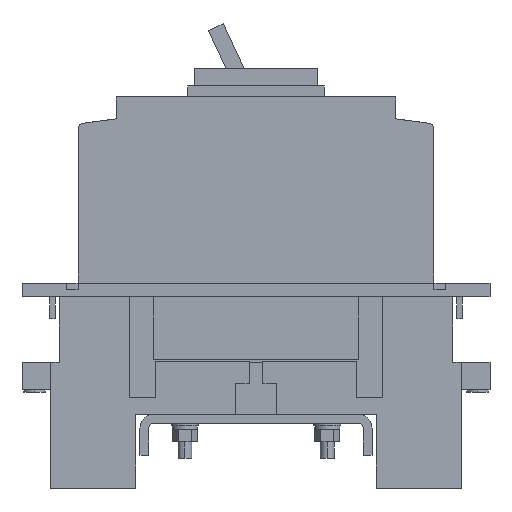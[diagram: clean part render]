
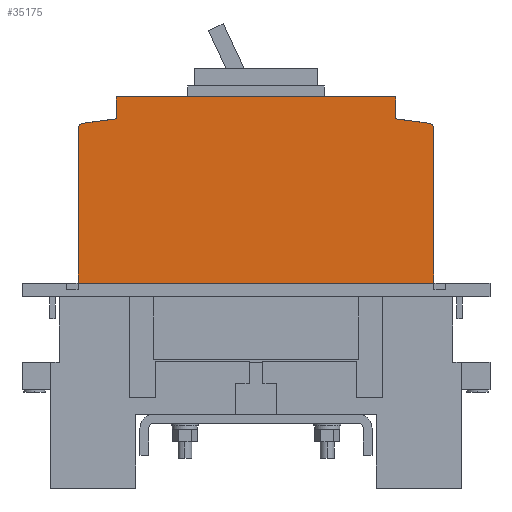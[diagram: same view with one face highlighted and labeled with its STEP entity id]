
A CAD part, left-side view. The second image highlights one B-rep face of the part: STEP entity #35175.
In plain terms, the highlighted planar face has unit normal (-1, 0, 0).
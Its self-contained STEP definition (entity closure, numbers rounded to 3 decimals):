
#18 = VERTEX_POINT ( 'NONE', #24705 ) ;
#389 = VECTOR ( 'NONE', #17790, 1000. ) ;
#407 = VECTOR ( 'NONE', #24949, 1000. ) ;
#464 = LINE ( 'NONE', #6493, #21105 ) ;
#1029 = ORIENTED_EDGE ( 'NONE', *, *, #35842, .F. ) ;
#1703 = DIRECTION ( 'NONE',  ( 1., 0., 0. ) ) ;
#1833 = CARTESIAN_POINT ( 'NONE',  ( -45., 65., 68. ) ) ;
#1921 = ORIENTED_EDGE ( 'NONE', *, *, #6852, .T. ) ;
#2141 = EDGE_CURVE ( 'NONE', #17134, #33641, #21249, .T. ) ;
#2284 = FACE_OUTER_BOUND ( 'NONE', #35325, .T. ) ;
#2692 = VERTEX_POINT ( 'NONE', #5506 ) ;
#2732 = AXIS2_PLACEMENT_3D ( 'NONE', #18522, #1703, #21381 ) ;
#4173 = VECTOR ( 'NONE', #7467, 1000. ) ;
#4964 = DIRECTION ( 'NONE',  ( 0., 0., 1. ) ) ;
#5086 = EDGE_CURVE ( 'NONE', #5247, #17134, #464, .T. ) ;
#5247 = VERTEX_POINT ( 'NONE', #7321 ) ;
#5291 = CARTESIAN_POINT ( 'NONE',  ( -45., 65., 0. ) ) ;
#5506 = CARTESIAN_POINT ( 'NONE',  ( -45., -63.265, 58.364 ) ) ;
#6247 = CARTESIAN_POINT ( 'NONE',  ( -45., -51., 68. ) ) ;
#6493 = CARTESIAN_POINT ( 'NONE',  ( -45., 51., 60. ) ) ;
#6518 = AXIS2_PLACEMENT_3D ( 'NONE', #26761, #9862, #29544 ) ;
#6852 = EDGE_CURVE ( 'NONE', #11591, #2692, #23495, .T. ) ;
#7321 = CARTESIAN_POINT ( 'NONE',  ( -45., 51., 60. ) ) ;
#7419 = LINE ( 'NONE', #19221, #22376 ) ;
#7455 = CARTESIAN_POINT ( 'NONE',  ( -45., -65., 56.381 ) ) ;
#7467 = DIRECTION ( 'NONE',  ( 0., 0., -1. ) ) ;
#7841 = LINE ( 'NONE', #5291, #407 ) ;
#8035 = ORIENTED_EDGE ( 'NONE', *, *, #9156, .T. ) ;
#9156 = EDGE_CURVE ( 'NONE', #18967, #18, #7841, .T. ) ;
#9167 = CARTESIAN_POINT ( 'NONE',  ( -45., 51., 68. ) ) ;
#9862 = DIRECTION ( 'NONE',  ( -1., 0., 0. ) ) ;
#10276 = ORIENTED_EDGE ( 'NONE', *, *, #30363, .T. ) ;
#10319 = LINE ( 'NONE', #24595, #24395 ) ;
#11265 = ORIENTED_EDGE ( 'NONE', *, *, #5086, .F. ) ;
#11291 = VERTEX_POINT ( 'NONE', #12888 ) ;
#11591 = VERTEX_POINT ( 'NONE', #7455 ) ;
#11745 = CARTESIAN_POINT ( 'NONE',  ( -45., -63., 56.381 ) ) ;
#11959 = CARTESIAN_POINT ( 'NONE',  ( -45., 63.265, 58.364 ) ) ;
#12396 = CARTESIAN_POINT ( 'NONE',  ( -45., 65., 0. ) ) ;
#12888 = CARTESIAN_POINT ( 'NONE',  ( -45., -51., 60. ) ) ;
#14109 = CARTESIAN_POINT ( 'NONE',  ( -45., -51., 60. ) ) ;
#14250 = VECTOR ( 'NONE', #16910, 1000. ) ;
#14584 = DIRECTION ( 'NONE',  ( 0., 1., 0. ) ) ;
#14660 = VECTOR ( 'NONE', #36409, 1000. ) ;
#15082 = ORIENTED_EDGE ( 'NONE', *, *, #26230, .T. ) ;
#16146 = VERTEX_POINT ( 'NONE', #32575 ) ;
#16689 = CARTESIAN_POINT ( 'NONE',  ( -45., 65., 68. ) ) ;
#16910 = DIRECTION ( 'NONE',  ( 0., -0.991, -0.132 ) ) ;
#17134 = VERTEX_POINT ( 'NONE', #9167 ) ;
#17214 = ORIENTED_EDGE ( 'NONE', *, *, #29401, .T. ) ;
#17790 = DIRECTION ( 'NONE',  ( 0., 0.991, -0.132 ) ) ;
#18522 = CARTESIAN_POINT ( 'NONE',  ( -45., 65., 68. ) ) ;
#18967 = VERTEX_POINT ( 'NONE', #12396 ) ;
#19077 = LINE ( 'NONE', #14109, #14250 ) ;
#19221 = CARTESIAN_POINT ( 'NONE',  ( -45., -65., 68. ) ) ;
#19579 = EDGE_CURVE ( 'NONE', #11291, #2692, #19077, .T. ) ;
#19978 = ORIENTED_EDGE ( 'NONE', *, *, #19579, .F. ) ;
#21105 = VECTOR ( 'NONE', #34634, 1000. ) ;
#21249 = LINE ( 'NONE', #16689, #14660 ) ;
#21381 = DIRECTION ( 'NONE',  ( 0., 1., 0. ) ) ;
#22376 = VECTOR ( 'NONE', #24734, 1000. ) ;
#22790 = LINE ( 'NONE', #31773, #389 ) ;
#23495 = CIRCLE ( 'NONE', #33975, 2. ) ;
#23729 = VERTEX_POINT ( 'NONE', #11959 ) ;
#24395 = VECTOR ( 'NONE', #4964, 1000. ) ;
#24510 = EDGE_CURVE ( 'NONE', #16146, #18967, #26629, .T. ) ;
#24595 = CARTESIAN_POINT ( 'NONE',  ( -45., -51., 60. ) ) ;
#24705 = CARTESIAN_POINT ( 'NONE',  ( -45., -65., 0. ) ) ;
#24734 = DIRECTION ( 'NONE',  ( 0., 0., -1. ) ) ;
#24949 = DIRECTION ( 'NONE',  ( 0., -1., 0. ) ) ;
#26230 = EDGE_CURVE ( 'NONE', #23729, #16146, #33998, .T. ) ;
#26629 = LINE ( 'NONE', #1833, #4173 ) ;
#26761 = CARTESIAN_POINT ( 'NONE',  ( -45., 63., 56.381 ) ) ;
#26940 = ORIENTED_EDGE ( 'NONE', *, *, #24510, .T. ) ;
#29401 = EDGE_CURVE ( 'NONE', #5247, #23729, #22790, .T. ) ;
#29544 = DIRECTION ( 'NONE',  ( 0., 1., 0. ) ) ;
#29712 = PLANE ( 'NONE',  #2732 ) ;
#30363 = EDGE_CURVE ( 'NONE', #11291, #33641, #10319, .T. ) ;
#31350 = DIRECTION ( 'NONE',  ( -1., 0., 0. ) ) ;
#31773 = CARTESIAN_POINT ( 'NONE',  ( -45., 51., 60. ) ) ;
#32575 = CARTESIAN_POINT ( 'NONE',  ( -45., 65., 56.381 ) ) ;
#33641 = VERTEX_POINT ( 'NONE', #6247 ) ;
#33975 = AXIS2_PLACEMENT_3D ( 'NONE', #11745, #31350, #14584 ) ;
#33998 = CIRCLE ( 'NONE', #6518, 2. ) ;
#34634 = DIRECTION ( 'NONE',  ( 0., 0., 1. ) ) ;
#35175 = ADVANCED_FACE ( 'NONE', ( #2284 ), #29712, .F. ) ;
#35325 = EDGE_LOOP ( 'NONE', ( #17214, #15082, #26940, #8035, #1029, #1921, #19978, #10276, #35392, #11265 ) ) ;
#35392 = ORIENTED_EDGE ( 'NONE', *, *, #2141, .F. ) ;
#35842 = EDGE_CURVE ( 'NONE', #11591, #18, #7419, .T. ) ;
#36409 = DIRECTION ( 'NONE',  ( 0., -1., 0. ) ) ;
